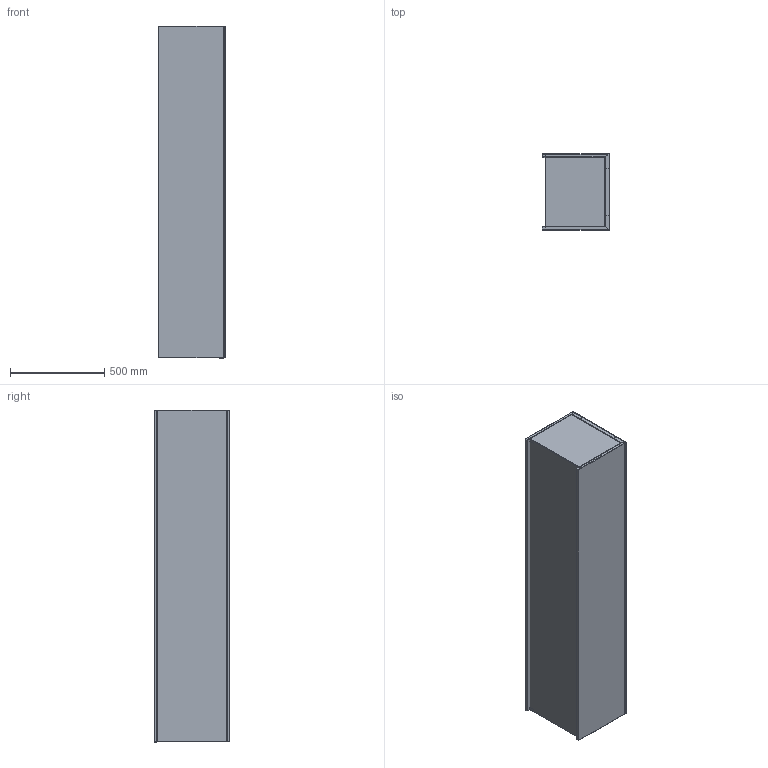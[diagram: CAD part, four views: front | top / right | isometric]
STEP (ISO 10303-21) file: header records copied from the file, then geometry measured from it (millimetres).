
FILE_DESCRIPTION(('CATIA V6 STEP','CAx-IF Rec.Pracs.--- Model Styling and Organization---1.5--- 2016-08-15','CAx-IF Rec.Pracs.---Supplemental Geometry---1.0---2011-11-01','CAx-IF Rec.Pracs.--- Composite Materials ---3.4---2017-06-13','CAx-IF Rec.Pracs.---Tessellated 3D Geometry---1.0---2015-12-17'),'2;1');
FILE_NAME('prd-HG-00321451.stp','2022-11-29T12:32:20+00:00',('none'),('none'),'3DEXPERIENCE Platform3DEXPERIENCE R2021x HotFix 8','3DEXPERIENCE Platform STEP AP242 v2','none');
FILE_SCHEMA(('AP242_MANAGED_MODEL_BASED_3D_ENGINEERING_MIM_LF {1 0 10303 442 1 1 4}'));
Length unit declared in the file: millimetre
Products named in the file (2): P-2_HG_Xevolos_E_HS_MW_400_T.A; P-2_ZUS_HSQT040
Assembly tree (1 placements, depth 2):
  P-2_HG_Xevolos_E_HS_MW_400_T.A
    P-2_ZUS_HSQT040
Bounding box: 359.45 x 402.4 x 1760 mm (x, y, z)
Volume: 32452765.2 mm3; surface area: 6586560.2 mm2
Topology: 16 solids, 16 shells, 258 faces, 596 edges, 350 vertices
Faces by surface type: plane 156, cylinder 82, sphere 20
Entity records: 7025 total; most frequent: CARTESIAN_POINT 1383, ORIENTED_EDGE 1152, DIRECTION 1065, EDGE_CURVE 576, VECTOR 412, LINE 412, AXIS2_PLACEMENT_3D 395, VERTEX_POINT 350
